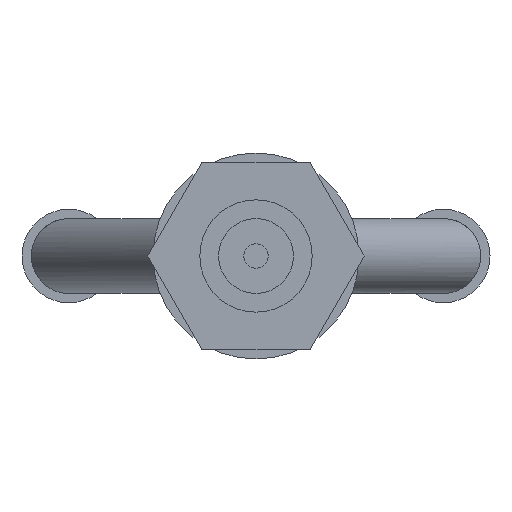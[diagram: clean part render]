
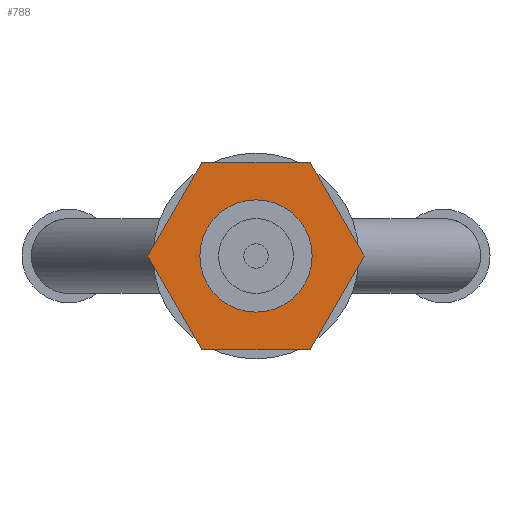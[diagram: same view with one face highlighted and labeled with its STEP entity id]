
A CAD part, left-side view. The second image highlights one B-rep face of the part: STEP entity #788.
In plain terms, the highlighted planar face has unit normal (-1, 0, 0).
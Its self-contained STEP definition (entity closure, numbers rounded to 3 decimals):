
#34=LINE($,#1375,#70);
#35=LINE($,#1377,#71);
#36=LINE($,#1379,#72);
#37=LINE($,#1381,#73);
#38=LINE($,#1383,#74);
#39=LINE($,#1384,#75);
#70=VECTOR($,#1154,5.774);
#71=VECTOR($,#1155,5.774);
#72=VECTOR($,#1156,5.774);
#73=VECTOR($,#1157,5.774);
#74=VECTOR($,#1158,5.774);
#75=VECTOR($,#1159,5.774);
#130=PLANE($,#913);
#178=FACE_BOUND($,#338,.T.);
#234=FACE_OUTER_BOUND($,#337,.T.);
#337=EDGE_LOOP($,(#678,#679,#680,#681,#682,#683));
#338=EDGE_LOOP($,(#684));
#384=CIRCLE($,#911,3.);
#444=VERTEX_POINT($,#1357);
#451=VERTEX_POINT($,#1373);
#452=VERTEX_POINT($,#1374);
#453=VERTEX_POINT($,#1376);
#454=VERTEX_POINT($,#1378);
#455=VERTEX_POINT($,#1380);
#456=VERTEX_POINT($,#1382);
#522=EDGE_CURVE($,#444,#444,#384,.T.);
#529=EDGE_CURVE($,#451,#452,#34,.T.);
#530=EDGE_CURVE($,#452,#453,#35,.T.);
#531=EDGE_CURVE($,#453,#454,#36,.T.);
#532=EDGE_CURVE($,#454,#455,#37,.T.);
#533=EDGE_CURVE($,#455,#456,#38,.T.);
#534=EDGE_CURVE($,#456,#451,#39,.T.);
#678=ORIENTED_EDGE($,*,*,#529,.T.);
#679=ORIENTED_EDGE($,*,*,#530,.T.);
#680=ORIENTED_EDGE($,*,*,#531,.T.);
#681=ORIENTED_EDGE($,*,*,#532,.T.);
#682=ORIENTED_EDGE($,*,*,#533,.T.);
#683=ORIENTED_EDGE($,*,*,#534,.T.);
#684=ORIENTED_EDGE($,*,*,#522,.F.);
#788=ADVANCED_FACE($,(#234,#178),#130,.F.);
#911=AXIS2_PLACEMENT_3D($,#1358,#1142,#1143);
#913=AXIS2_PLACEMENT_3D($,#1372,#1152,#1153);
#1142=DIRECTION('center_axis',(-1.,0.,0.));
#1143=DIRECTION('ref_axis',(0.,-1.,0.));
#1152=DIRECTION('center_axis',(1.,0.,0.));
#1153=DIRECTION('ref_axis',(0.,1.,0.));
#1154=DIRECTION($,(0.,0.5,-0.866));
#1155=DIRECTION($,(0.,-0.5,-0.866));
#1156=DIRECTION($,(0.,-1.,0.));
#1157=DIRECTION($,(0.,-0.5,0.866));
#1158=DIRECTION($,(0.,0.5,0.866));
#1159=DIRECTION($,(0.,1.,0.));
#1357=CARTESIAN_POINT('',(9.,3.,0.));
#1358=CARTESIAN_POINT('Origin',(9.,0.,0.));
#1372=CARTESIAN_POINT('Origin',(9.,0.,
10.));
#1373=CARTESIAN_POINT('',(9.,2.887,5.));
#1374=CARTESIAN_POINT('',(9.,5.774,0.));
#1375=CARTESIAN_POINT($,(9.,2.887,5.));
#1376=CARTESIAN_POINT('',(9.,2.887,-5.));
#1377=CARTESIAN_POINT($,(9.,5.774,0.));
#1378=CARTESIAN_POINT('',(9.,-2.887,-5.));
#1379=CARTESIAN_POINT($,(9.,2.887,-5.));
#1380=CARTESIAN_POINT('',(9.,-5.774,0.));
#1381=CARTESIAN_POINT($,(9.,-2.887,-5.));
#1382=CARTESIAN_POINT('',(9.,-2.887,5.));
#1383=CARTESIAN_POINT($,(9.,-5.774,0.));
#1384=CARTESIAN_POINT($,(9.,-2.887,5.));
